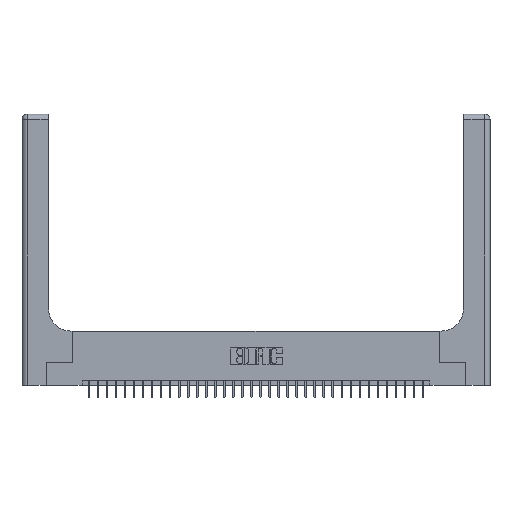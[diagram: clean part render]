
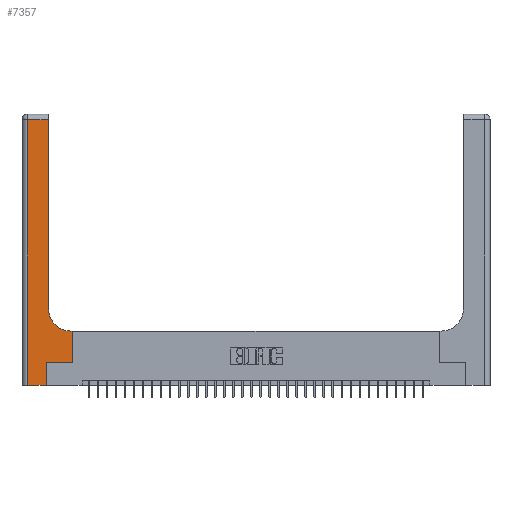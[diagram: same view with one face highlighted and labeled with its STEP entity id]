
A CAD part, top view. The second image highlights one B-rep face of the part: STEP entity #7357.
In plain terms, the highlighted planar face has unit normal (0, 0, 1).
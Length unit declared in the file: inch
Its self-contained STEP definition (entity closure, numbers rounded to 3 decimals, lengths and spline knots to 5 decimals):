
#105 = EDGE_LOOP ( 'NONE', ( #21179, #12991, #7198, #15124, #33825, #22998, #3705, #2785, #23642 ) ) ;
#477 = CARTESIAN_POINT ( 'NONE',  ( 0., 0., 0.37 ) ) ;
#974 = EDGE_CURVE ( 'NONE', #14400, #19802, #8944, .T. ) ;
#1365 = DIRECTION ( 'NONE',  ( -1., 0., 0. ) ) ;
#1985 = AXIS2_PLACEMENT_3D ( 'NONE', #9471, #12568, #1365 ) ;
#2201 = DIRECTION ( 'NONE',  ( 0., 1., 0. ) ) ;
#2442 = VERTEX_POINT ( 'NONE', #23643 ) ;
#2670 = EDGE_CURVE ( 'NONE', #27235, #11312, #30916, .T. ) ;
#2692 = CARTESIAN_POINT ( 'NONE',  ( 0.2915, 2.94, 0.37 ) ) ;
#2785 = ORIENTED_EDGE ( 'NONE', *, *, #4951, .T. ) ;
#2858 = VECTOR ( 'NONE', #11381, 39.37008 ) ;
#2859 = VECTOR ( 'NONE', #23942, 39.37008 ) ;
#3380 = LINE ( 'NONE', #477, #29063 ) ;
#3705 = ORIENTED_EDGE ( 'NONE', *, *, #24639, .T. ) ;
#4884 = DIRECTION ( 'NONE',  ( 0., 0., -1. ) ) ;
#4951 = EDGE_CURVE ( 'NONE', #19771, #27235, #18807, .T. ) ;
#5125 = CARTESIAN_POINT ( 'NONE',  ( 0.2915, 0.6, 0.37 ) ) ;
#5644 = EDGE_CURVE ( 'NONE', #19802, #16986, #3380, .T. ) ;
#7198 = ORIENTED_EDGE ( 'NONE', *, *, #974, .T. ) ;
#7357 = ADVANCED_FACE ( 'NONE', ( #31871 ), #15626, .F. ) ;
#7890 = CARTESIAN_POINT ( 'NONE',  ( 0.269, 0.25, 0.37 ) ) ;
#8944 = LINE ( 'NONE', #30967, #16439 ) ;
#9346 = VECTOR ( 'NONE', #34565, 39.37008 ) ;
#9471 = CARTESIAN_POINT ( 'NONE',  ( 0., 3., 0.37 ) ) ;
#9633 = LINE ( 'NONE', #26257, #9346 ) ;
#10970 = LINE ( 'NONE', #16590, #23256 ) ;
#11312 = VERTEX_POINT ( 'NONE', #16403 ) ;
#11381 = DIRECTION ( 'NONE',  ( 1., 0., 0. ) ) ;
#11462 = DIRECTION ( 'NONE',  ( 1., 0., 0. ) ) ;
#11556 = LINE ( 'NONE', #33614, #32270 ) ;
#12568 = DIRECTION ( 'NONE',  ( 0., 0., -1. ) ) ;
#12991 = ORIENTED_EDGE ( 'NONE', *, *, #26524, .T. ) ;
#14400 = VERTEX_POINT ( 'NONE', #26120 ) ;
#15124 = ORIENTED_EDGE ( 'NONE', *, *, #5644, .T. ) ;
#15381 = AXIS2_PLACEMENT_3D ( 'NONE', #32303, #4884, #29410 ) ;
#15626 = PLANE ( 'NONE',  #1985 ) ;
#16403 = CARTESIAN_POINT ( 'NONE',  ( 0.2915, 0.85, 0.37 ) ) ;
#16439 = VECTOR ( 'NONE', #28102, 39.37008 ) ;
#16590 = CARTESIAN_POINT ( 'NONE',  ( 0., 2.94, 0.37 ) ) ;
#16986 = VERTEX_POINT ( 'NONE', #23886 ) ;
#17459 = VECTOR ( 'NONE', #33081, 39.37008 ) ;
#17511 = EDGE_CURVE ( 'NONE', #16986, #2442, #32800, .T. ) ;
#18807 = LINE ( 'NONE', #5125, #17459 ) ;
#19599 = EDGE_CURVE ( 'NONE', #2442, #24056, #24102, .T. ) ;
#19749 = EDGE_CURVE ( 'NONE', #11312, #30233, #11556, .T. ) ;
#19771 = VERTEX_POINT ( 'NONE', #21137 ) ;
#19802 = VERTEX_POINT ( 'NONE', #24015 ) ;
#21137 = CARTESIAN_POINT ( 'NONE',  ( 0.5585, 0.6, 0.37 ) ) ;
#21179 = ORIENTED_EDGE ( 'NONE', *, *, #19749, .T. ) ;
#22998 = ORIENTED_EDGE ( 'NONE', *, *, #19599, .T. ) ;
#23256 = VECTOR ( 'NONE', #27254, 39.37008 ) ;
#23642 = ORIENTED_EDGE ( 'NONE', *, *, #2670, .T. ) ;
#23643 = CARTESIAN_POINT ( 'NONE',  ( 0.269, 0.25, 0.37 ) ) ;
#23886 = CARTESIAN_POINT ( 'NONE',  ( 0.269, 0., 0.37 ) ) ;
#23942 = DIRECTION ( 'NONE',  ( 0., 1., 0. ) ) ;
#24015 = CARTESIAN_POINT ( 'NONE',  ( 0.06, 0., 0.37 ) ) ;
#24056 = VERTEX_POINT ( 'NONE', #27829 ) ;
#24102 = LINE ( 'NONE', #7890, #2858 ) ;
#24639 = EDGE_CURVE ( 'NONE', #24056, #19771, #9633, .T. ) ;
#26120 = CARTESIAN_POINT ( 'NONE',  ( 0.06, 2.94, 0.37 ) ) ;
#26257 = CARTESIAN_POINT ( 'NONE',  ( 0.5585, 0.25, 0.37 ) ) ;
#26392 = CARTESIAN_POINT ( 'NONE',  ( 0.5415, 0.6, 0.37 ) ) ;
#26524 = EDGE_CURVE ( 'NONE', #30233, #14400, #10970, .T. ) ;
#27235 = VERTEX_POINT ( 'NONE', #26392 ) ;
#27254 = DIRECTION ( 'NONE',  ( -1., 0., 0. ) ) ;
#27829 = CARTESIAN_POINT ( 'NONE',  ( 0.5585, 0.25, 0.37 ) ) ;
#28102 = DIRECTION ( 'NONE',  ( 0., -1., 0. ) ) ;
#29063 = VECTOR ( 'NONE', #11462, 39.37008 ) ;
#29410 = DIRECTION ( 'NONE',  ( 1., 0., 0. ) ) ;
#30233 = VERTEX_POINT ( 'NONE', #2692 ) ;
#30916 = CIRCLE ( 'NONE', #15381, 0.25 ) ;
#30967 = CARTESIAN_POINT ( 'NONE',  ( 0.06, 3., 0.37 ) ) ;
#31871 = FACE_OUTER_BOUND ( 'NONE', #105, .T. ) ;
#32268 = CARTESIAN_POINT ( 'NONE',  ( 0.269, 0., 0.37 ) ) ;
#32270 = VECTOR ( 'NONE', #2201, 39.37008 ) ;
#32303 = CARTESIAN_POINT ( 'NONE',  ( 0.5415, 0.85, 0.37 ) ) ;
#32800 = LINE ( 'NONE', #32268, #2859 ) ;
#33081 = DIRECTION ( 'NONE',  ( -1., 0., 0. ) ) ;
#33614 = CARTESIAN_POINT ( 'NONE',  ( 0.2915, 3., 0.37 ) ) ;
#33825 = ORIENTED_EDGE ( 'NONE', *, *, #17511, .T. ) ;
#34565 = DIRECTION ( 'NONE',  ( 0., 1., 0. ) ) ;
